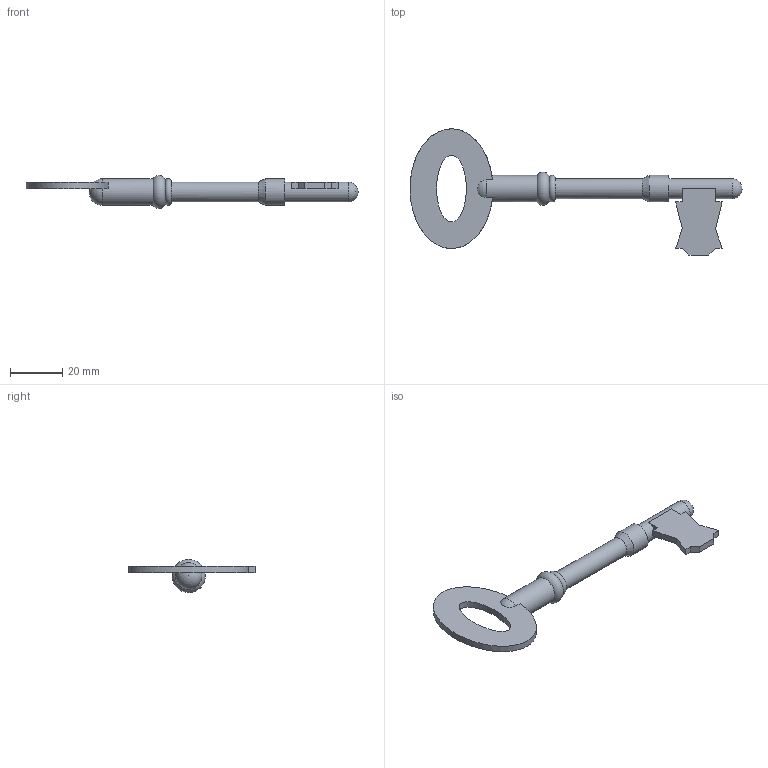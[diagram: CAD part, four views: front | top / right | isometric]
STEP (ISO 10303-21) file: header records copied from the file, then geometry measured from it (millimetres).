
FILE_DESCRIPTION((''),'2;1');
FILE_NAME('key_final','2001-08-22T13:32:04-04:00',(''),(''),'ST-DEVELOPER 1.6','MicroStation V8 Version 07.09.03.15','');
FILE_SCHEMA (('AUTOMOTIVE_DESIGN'));
Length unit declared in the file: inch
Products named in the file (1): key_final1
Bounding box: 126.95 x 48.26 x 12.69 mm (x, y, z)
Surface area: 5823.9 mm2 (no closed solid volume)
Topology: 0 solids, 1 shells, 30 faces, 84 edges, 56 vertices
Faces by surface type: plane 18, cylinder 4, sphere 3, torus 2, extrusion 2, cone 1
Full cylindrical faces by diameter (mm): 7.62 x2, 10.16 x2
Entity records: 860 total; most frequent: CARTESIAN_POINT 146, DIRECTION 142, ORIENTED_EDGE 128, EDGE_CURVE 64, AXIS2_PLACEMENT_3D 48, VERTEX_POINT 46, VECTOR 46, LINE 44
